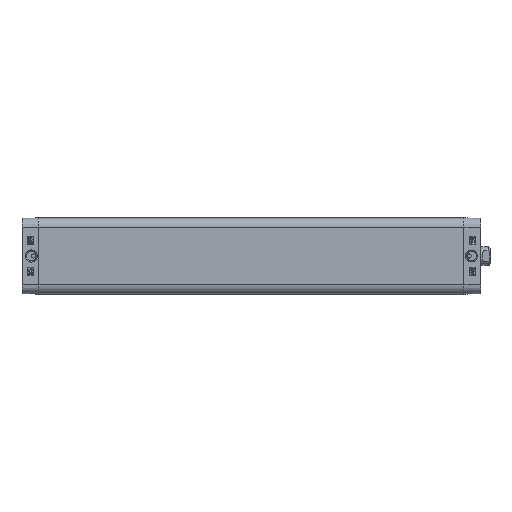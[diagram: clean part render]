
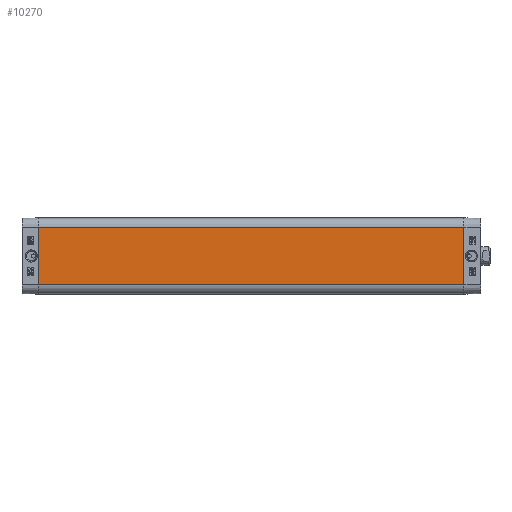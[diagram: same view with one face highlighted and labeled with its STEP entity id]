
A CAD part, left-side view. The second image highlights one B-rep face of the part: STEP entity #10270.
In plain terms, the highlighted planar face has unit normal (-1, 0, 0).
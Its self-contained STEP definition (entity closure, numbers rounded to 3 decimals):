
#5256=CARTESIAN_POINT('',(-32.75,-366.0,24.75));
#5257=VERTEX_POINT('',#5256);
#5264=CARTESIAN_POINT('',(-32.75,-366.0,-24.75));
#5265=VERTEX_POINT('',#5264);
#5266=CARTESIAN_POINT('',(-32.75,-366.0,-24.75));
#5267=DIRECTION('',(0.0,0.0,1.0));
#5268=VECTOR('',#5267,49.5);
#5269=LINE('',#5266,#5268);
#5270=EDGE_CURVE('',#5265,#5257,#5269,.T.);
#10228=CARTESIAN_POINT('',(-32.75,0.0,-24.75));
#10229=VERTEX_POINT('',#10228);
#10230=CARTESIAN_POINT('',(-32.75,0.0,-24.75));
#10231=DIRECTION('',(0.0,-1.0,0.0));
#10232=VECTOR('',#10231,366.0);
#10233=LINE('',#10230,#10232);
#10234=EDGE_CURVE('',#10229,#5265,#10233,.T.);
#10247=CARTESIAN_POINT('',(-32.75,0.0,-24.75));
#10248=DIRECTION('',(-1.0,0.0,0.0));
#10249=DIRECTION('',(0.0,0.0,1.0));
#10250=AXIS2_PLACEMENT_3D('',#10247,#10248,#10249);
#10251=PLANE('',#10250);
#10252=ORIENTED_EDGE('',*,*,#5270,.T.);
#10253=CARTESIAN_POINT('',(-32.75,0.0,24.75));
#10254=VERTEX_POINT('',#10253);
#10255=CARTESIAN_POINT('',(-32.75,0.0,24.75));
#10256=DIRECTION('',(0.0,-1.0,0.0));
#10257=VECTOR('',#10256,366.0);
#10258=LINE('',#10255,#10257);
#10259=EDGE_CURVE('',#10254,#5257,#10258,.T.);
#10260=ORIENTED_EDGE('',*,*,#10259,.F.);
#10261=CARTESIAN_POINT('',(-32.75,0.0,-24.75));
#10262=DIRECTION('',(0.0,0.0,1.0));
#10263=VECTOR('',#10262,49.5);
#10264=LINE('',#10261,#10263);
#10265=EDGE_CURVE('',#10229,#10254,#10264,.T.);
#10266=ORIENTED_EDGE('',*,*,#10265,.F.);
#10267=ORIENTED_EDGE('',*,*,#10234,.T.);
#10268=EDGE_LOOP('',(#10252,#10260,#10266,#10267));
#10269=FACE_OUTER_BOUND('',#10268,.T.);
#10270=ADVANCED_FACE('',(#10269),#10251,.T.);
